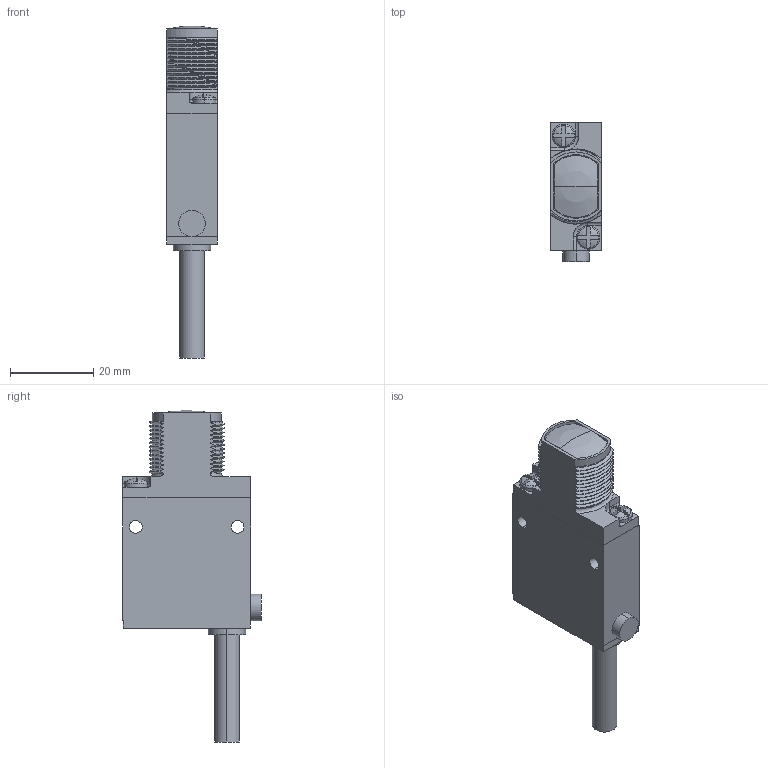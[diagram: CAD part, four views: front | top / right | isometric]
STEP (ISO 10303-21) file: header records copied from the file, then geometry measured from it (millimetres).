
FILE_DESCRIPTION((''),'2;1');
FILE_NAME('154457_SW','2011-01-10T',('banengservice'),('BANNER ENGINEERING'),'PRO/ENGINEER BY PARAMETRIC TECHNOLOGY CORPORATION, 2009141','PRO/ENGINEER BY PARAMETRIC TECHNOLOGY CORPORATION, 2009141','');
FILE_SCHEMA(('CONFIG_CONTROL_DESIGN'));
Length unit declared in the file: inch
Products named in the file (1): 154457_SW
Bounding box: 12.09 x 33.27 x 79.55 mm (x, y, z)
Volume: 7281.6 mm3; surface area: 11601.1 mm2
Topology: 1 solids, 3 shells, 484 faces, 1338 edges, 873 vertices
Faces by surface type: plane 230, cylinder 143, bspline 81, sphere 12, cone 10, torus 8
Entity records: 21165 total; most frequent: CARTESIAN_POINT 9217, ORIENTED_EDGE 2668, DIRECTION 2214, EDGE_CURVE 1334, VERTEX_POINT 873, VECTOR 744, LINE 744, AXIS2_PLACEMENT_3D 735
